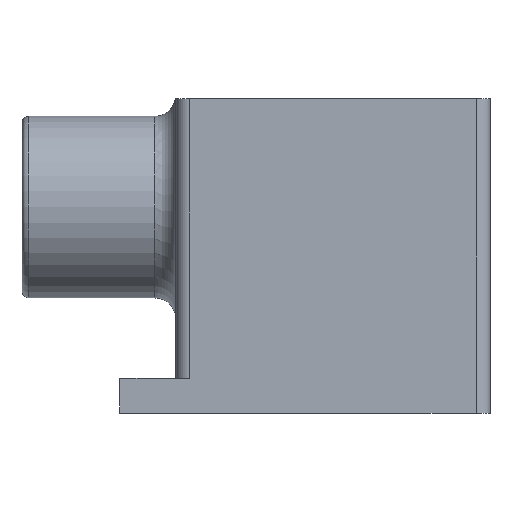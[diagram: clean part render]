
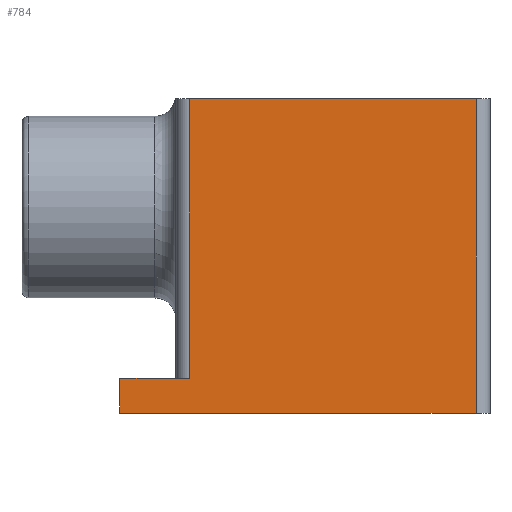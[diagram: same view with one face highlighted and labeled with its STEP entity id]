
A CAD part, left-side view. The second image highlights one B-rep face of the part: STEP entity #784.
In plain terms, the highlighted planar face has unit normal (-1, 0, 0).
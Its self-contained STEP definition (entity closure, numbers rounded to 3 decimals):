
#126=FACE_OUTER_BOUND('',#174,.T.);
#174=EDGE_LOOP('',(#622,#623,#624,#625,#626,#627));
#247=LINE('',#1305,#310);
#249=LINE('',#1317,#312);
#251=LINE('',#1321,#314);
#252=LINE('',#1323,#315);
#253=LINE('',#1325,#316);
#254=LINE('',#1326,#317);
#310=VECTOR('',#1056,10.);
#312=VECTOR('',#1068,10.);
#314=VECTOR('',#1072,10.);
#315=VECTOR('',#1073,10.);
#316=VECTOR('',#1074,10.);
#317=VECTOR('',#1075,10.);
#375=VERTEX_POINT('',#1302);
#376=VERTEX_POINT('',#1304);
#381=VERTEX_POINT('',#1315);
#382=VERTEX_POINT('',#1320);
#383=VERTEX_POINT('',#1322);
#384=VERTEX_POINT('',#1324);
#470=EDGE_CURVE('',#376,#375,#247,.T.);
#476=EDGE_CURVE('',#381,#375,#249,.T.);
#478=EDGE_CURVE('',#382,#381,#251,.T.);
#479=EDGE_CURVE('',#383,#382,#252,.T.);
#480=EDGE_CURVE('',#383,#384,#253,.T.);
#481=EDGE_CURVE('',#376,#384,#254,.T.);
#622=ORIENTED_EDGE('',*,*,#476,.F.);
#623=ORIENTED_EDGE('',*,*,#478,.F.);
#624=ORIENTED_EDGE('',*,*,#479,.F.);
#625=ORIENTED_EDGE('',*,*,#480,.T.);
#626=ORIENTED_EDGE('',*,*,#481,.F.);
#627=ORIENTED_EDGE('',*,*,#470,.T.);
#751=PLANE('',#870);
#784=ADVANCED_FACE('',(#126),#751,.T.);
#870=AXIS2_PLACEMENT_3D('',#1319,#1070,#1071);
#1056=DIRECTION('',(0.,-1.,0.));
#1068=DIRECTION('',(0.,0.,-1.));
#1070=DIRECTION('center_axis',(-1.,0.,0.));
#1071=DIRECTION('ref_axis',(0.,-1.,0.));
#1072=DIRECTION('',(0.,-1.,0.));
#1073=DIRECTION('',(0.,0.,1.));
#1074=DIRECTION('',(0.,1.,0.));
#1075=DIRECTION('',(0.,0.,1.));
#1302=CARTESIAN_POINT('',(0.,2.,-40.));
#1304=CARTESIAN_POINT('',(0.,53.,-40.));
#1305=CARTESIAN_POINT('',(0.,45.,-40.));
#1315=CARTESIAN_POINT('',(0.,2.,5.));
#1317=CARTESIAN_POINT('',(0.,2.,-40.));
#1319=CARTESIAN_POINT('Origin',(0.,45.,-40.));
#1320=CARTESIAN_POINT('',(0.,43.,5.));
#1321=CARTESIAN_POINT('',(0.,33.75,5.));
#1322=CARTESIAN_POINT('',(0.,43.,-35.));
#1323=CARTESIAN_POINT('',(0.,43.,-25.25));
#1324=CARTESIAN_POINT('',(0.,53.,-35.));
#1325=CARTESIAN_POINT('',(0.,45.,-35.));
#1326=CARTESIAN_POINT('',(0.,53.,-40.));
